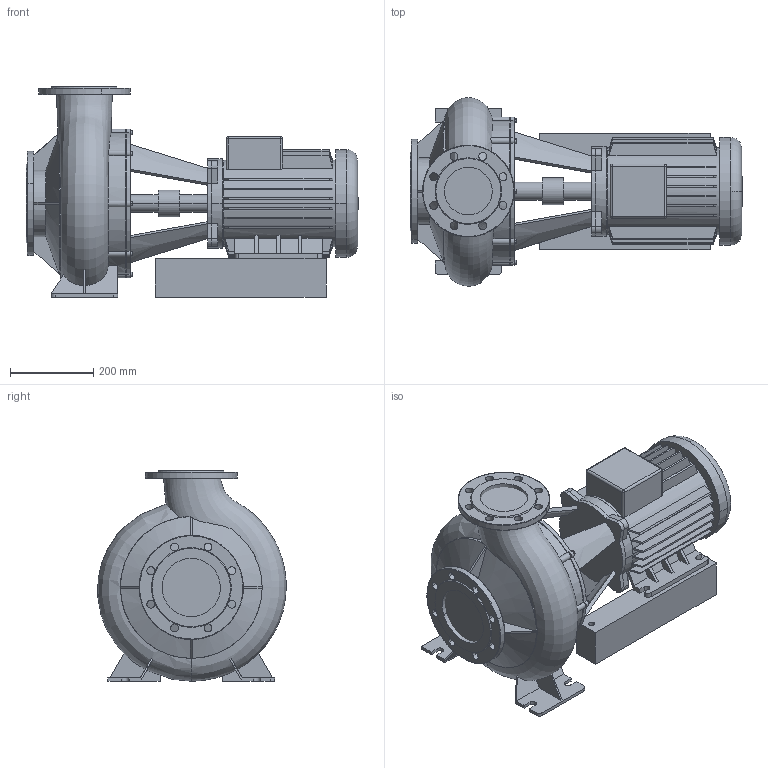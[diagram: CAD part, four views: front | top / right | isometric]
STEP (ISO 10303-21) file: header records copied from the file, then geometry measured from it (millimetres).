
FILE_DESCRIPTION((''),'2;1');
FILE_NAME('3d_BM100_250-9_4-2103478.stp','2011-01-26T14:43:37',(''),(''),'Mechanical Desktop 2008','Mechanical Desktop 2008',', , ');
FILE_SCHEMA(('CONFIG_CONTROL_DESIGN'));
Length unit declared in the file: millimetre
Products named in the file (1): Product
Bounding box: 796.5 x 452.5 x 505 mm (x, y, z)
Volume: 47254714.3 mm3; surface area: 2319975.1 mm2
Topology: 12 solids, 12 shells, 682 faces, 1792 edges, 1166 vertices
Faces by surface type: plane 315, bspline 205, cylinder 112, cone 44, sphere 4, torus 2
Entity records: 32353 total; most frequent: CARTESIAN_POINT 16219, ORIENTED_EDGE 3576, DIRECTION 2985, EDGE_CURVE 1788, VERTEX_POINT 1166, VECTOR 1043, LINE 1043, AXIS2_PLACEMENT_3D 971
